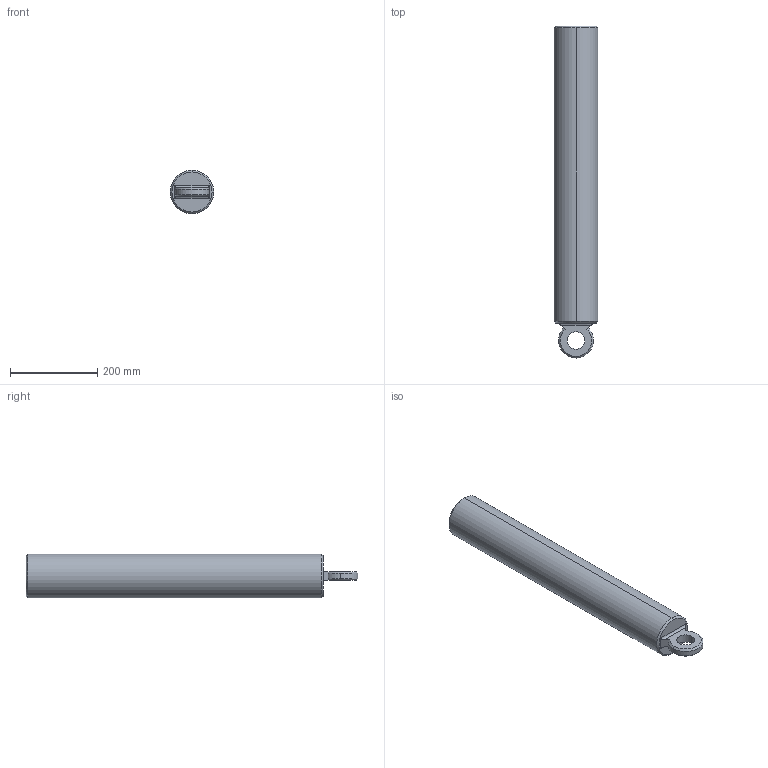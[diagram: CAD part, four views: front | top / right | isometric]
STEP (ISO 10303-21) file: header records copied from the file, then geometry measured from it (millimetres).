
FILE_DESCRIPTION (( 'STEP AP214' ), '1' );
FILE_NAME ('LiftCylGP.STEP', '2021-08-22T13:46:41', ( '' ), ( '' ), 'SwSTEP 2.0', 'SolidWorks 2018', '' );
FILE_SCHEMA (( 'AUTOMOTIVE_DESIGN' ));
Length unit declared in the file: millimetre
Products named in the file (1): LiftCylGP
Bounding box: 100 x 760 x 100 mm (x, y, z)
Volume: 2378468 mm3; surface area: 401710 mm2
Topology: 1 solids, 1 shells, 31 faces, 70 edges, 44 vertices
Faces by surface type: cylinder 13, cone 10, plane 8
Entity records: 914 total; most frequent: CARTESIAN_POINT 170, DIRECTION 158, ORIENTED_EDGE 140, EDGE_CURVE 70, AXIS2_PLACEMENT_3D 64, VERTEX_POINT 44, EDGE_LOOP 36, CIRCLE 32
